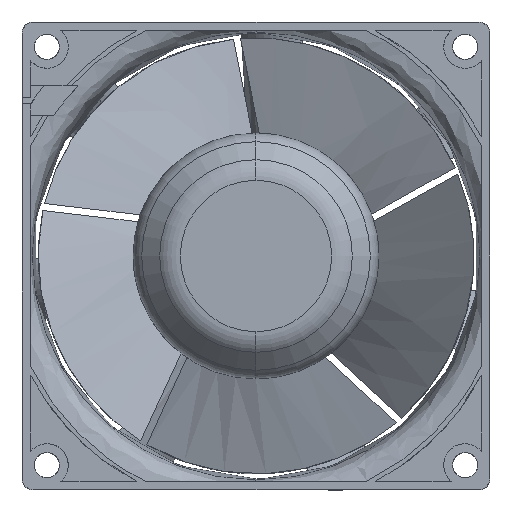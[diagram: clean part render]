
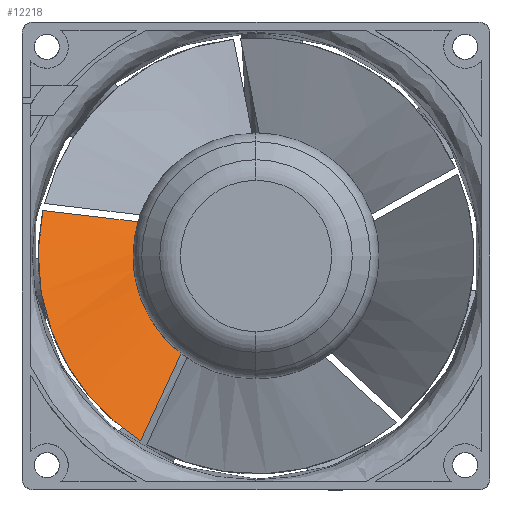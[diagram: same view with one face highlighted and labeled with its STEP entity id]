
A CAD part, front view. The second image highlights one B-rep face of the part: STEP entity #12218.
In plain terms, the highlighted free-form (B-spline) face has degree [3, 1] with [11, 2] control points.
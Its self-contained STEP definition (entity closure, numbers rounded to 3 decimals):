
#100 = CARTESIAN_POINT ( 'NONE',  ( -20.305, -13.618, -5.38 ) ) ;
#572 = CARTESIAN_POINT ( 'NONE',  ( -34.738, -0.359, 13.832 ) ) ;
#1056 = CARTESIAN_POINT ( 'NONE',  ( -36.429, -14., -7.78 ) ) ;
#1177 = CARTESIAN_POINT ( 'NONE',  ( -34.738, -0.359, 13.832 ) ) ;
#1295 = CARTESIAN_POINT ( 'NONE',  ( -37.309, -10.563, -2.373 ) ) ;
#1613 = CARTESIAN_POINT ( 'NONE',  ( -13.736, 1.217, 15.929 ) ) ;
#1643 = CARTESIAN_POINT ( 'NONE',  ( -28.9, 5.531, 23.746 ) ) ;
#1835 = CARTESIAN_POINT ( 'NONE',  ( -20.718, -12.056, -3.464 ) ) ;
#1955 = CARTESIAN_POINT ( 'NONE',  ( -20.426, -13.232, -4.902 ) ) ;
#2068 = CARTESIAN_POINT ( 'NONE',  ( -21.005, -8.481, 0.824 ) ) ;
#3033 = CARTESIAN_POINT ( 'NONE',  ( -16.198, 5.75, 24.015 ) ) ;
#3257 = FACE_OUTER_BOUND ( 'NONE', #8557, .T. ) ;
#3502 = VECTOR ( 'NONE', #11715, 1000. ) ;
#3576 = CARTESIAN_POINT ( 'NONE',  ( -20.36, -5.011, 5.169 ) ) ;
#3686 = CARTESIAN_POINT ( 'NONE',  ( -14.599, 0.793, 15.14 ) ) ;
#3836 = VERTEX_POINT ( 'NONE', #17805 ) ;
#4051 = CARTESIAN_POINT ( 'NONE',  ( -28.9, 5.531, 23.746 ) ) ;
#4273 = CARTESIAN_POINT ( 'NONE',  ( -32.241, 2.726, 18.956 ) ) ;
#4890 = CARTESIAN_POINT ( 'NONE',  ( -24.745, 7.995, 28.071 ) ) ;
#4911 = ORIENTED_EDGE ( 'NONE', *, *, #9426, .F. ) ;
#4970 = VERTEX_POINT ( 'NONE', #16717 ) ;
#5006 = CARTESIAN_POINT ( 'NONE',  ( -15.319, 0.252, 14.14 ) ) ;
#5008 = LINE ( 'NONE', #3033, #3502 ) ;
#5907 = CARTESIAN_POINT ( 'NONE',  ( -36.811, -12.867, -5.988 ) ) ;
#6407 = CARTESIAN_POINT ( 'NONE',  ( -36.429, -14., -7.78 ) ) ;
#6453 = EDGE_CURVE ( 'NONE', #4970, #18759, #12290, .T. ) ;
#6623 = CARTESIAN_POINT ( 'NONE',  ( -20.189, -13.248, -4.892 ) ) ;
#6712 = ORIENTED_EDGE ( 'NONE', *, *, #6453, .T. ) ;
#6838 = CARTESIAN_POINT ( 'NONE',  ( -18.13, -1.584, 10.613 ) ) ;
#7179 = CARTESIAN_POINT ( 'NONE',  ( -18.671, -2.125, 9.629 ) ) ;
#7366 = VERTEX_POINT ( 'NONE', #15180 ) ;
#7537 = CARTESIAN_POINT ( 'NONE',  ( -36.404, -3.652, 8.514 ) ) ;
#8243 = CARTESIAN_POINT ( 'NONE',  ( -17.427, -1.144, 11.432 ) ) ;
#8351 = CARTESIAN_POINT ( 'NONE',  ( -20.08, -4.678, 5.512 ) ) ;
#8557 = EDGE_LOOP ( 'NONE', ( #4911, #21615, #6712, #9064 ) ) ;
#8700 = CARTESIAN_POINT ( 'NONE',  ( -19.709, 10., 31.609 ) ) ;
#8752 = B_SPLINE_CURVE_WITH_KNOTS ( 'NONE', 3,
 ( #14108, #1613, #3686, #13991, #12477, #9021, #6838, #7179, #8905, #19409, #21245, #3576, #10635, #17686, #15937, #19512, #2068, #17800, #19183, #1835, #21026, #1955, #100, #14219 ),
 .UNSPECIFIED., .F., .F.,
 ( 4, 2, 2, 2, 2, 2, 2, 2, 2, 2, 2, 4 ),
 ( 0., 0.004, 0.007, 0.009, 0.011, 0.015, 0.017, 0.019, 0.022, 0.026, 0.028, 0.03 ),
 .UNSPECIFIED. ) ;
#8785 = B_SPLINE_SURFACE_WITH_KNOTS ( 'NONE', 3, 1, ( 
 ( #20705, #6407 ),
 ( #6623, #13907 ),
 ( #20824, #1295 ),
 ( #11712, #22434 ),
 ( #10087, #19212 ),
 ( #8351, #1177 ),
 ( #15391, #10316 ),
 ( #8243, #1643 ),
 ( #5006, #4890 ),
 ( #17363, #15622 ),
 ( #22681, #8700 ) ),
 .UNSPECIFIED., .F., .F., .F.,
 ( 4, 1, 1, 1, 1, 1, 1, 1, 4 ),
 ( 2, 2 ),
 ( 0., 0.125, 0.25, 0.375, 0.5, 0.625, 0.75, 0.875, 1. ),
 ( 0., 1. ),
 .UNSPECIFIED. ) ;
#8905 = CARTESIAN_POINT ( 'NONE',  ( -18.918, -2.406, 9.133 ) ) ;
#9021 = CARTESIAN_POINT ( 'NONE',  ( -17.834, -1.324, 11.103 ) ) ;
#9064 = ORIENTED_EDGE ( 'NONE', *, *, #22240, .T. ) ;
#9426 = EDGE_CURVE ( 'NONE', #3836, #7366, #5008, .T. ) ;
#10087 = CARTESIAN_POINT ( 'NONE',  ( -20.651, -6.94, 2.637 ) ) ;
#10316 = CARTESIAN_POINT ( 'NONE',  ( -32.241, 2.726, 18.956 ) ) ;
#10635 = CARTESIAN_POINT ( 'NONE',  ( -20.479, -5.383, 4.673 ) ) ;
#11712 = CARTESIAN_POINT ( 'NONE',  ( -20.812, -9.321, -0.19 ) ) ;
#11715 = DIRECTION ( 'NONE',  ( -0.374, 0.453, 0.809 ) ) ;
#11796 = EDGE_CURVE ( 'NONE', #3836, #4970, #8752, .T. ) ;
#12218 = ADVANCED_FACE ( 'NONE', ( #3257 ), #8785, .F. ) ;
#12290 = LINE ( 'NONE', #19329, #15131 ) ;
#12477 = CARTESIAN_POINT ( 'NONE',  ( -16.885, -0.567, 12.539 ) ) ;
#13907 = CARTESIAN_POINT ( 'NONE',  ( -36.811, -12.867, -5.988 ) ) ;
#13991 = CARTESIAN_POINT ( 'NONE',  ( -16.173, -0.099, 13.445 ) ) ;
#14108 = CARTESIAN_POINT ( 'NONE',  ( -12.794, 1.63, 16.653 ) ) ;
#14219 = CARTESIAN_POINT ( 'NONE',  ( -20.167, -14., -5.858 ) ) ;
#14684 = CARTESIAN_POINT ( 'NONE',  ( -36.429, -14., -7.78 ) ) ;
#14798 = CARTESIAN_POINT ( 'NONE',  ( -37.255, -7.078, 3.084 ) ) ;
#15027 = CARTESIAN_POINT ( 'NONE',  ( -24.745, 7.995, 28.071 ) ) ;
#15131 = VECTOR ( 'NONE', #19434, 1000. ) ;
#15180 = CARTESIAN_POINT ( 'NONE',  ( -19.709, 10., 31.609 ) ) ;
#15391 = CARTESIAN_POINT ( 'NONE',  ( -19.031, -2.721, 8.483 ) ) ;
#15622 = CARTESIAN_POINT ( 'NONE',  ( -21.459, 9.377, 30.518 ) ) ;
#15937 = CARTESIAN_POINT ( 'NONE',  ( -20.758, -6.521, 3.214 ) ) ;
#16296 = CARTESIAN_POINT ( 'NONE',  ( -37.309, -10.563, -2.373 ) ) ;
#16559 = B_SPLINE_CURVE_WITH_KNOTS ( 'NONE', 3,
 ( #14684, #5907, #16296, #14798, #7537, #572, #4273, #4051, #15027, #19767, #19883 ),
 .UNSPECIFIED., .F., .F.,
 ( 4, 1, 1, 1, 1, 1, 1, 1, 4 ),
 ( 0., 0.125, 0.25, 0.375, 0.5, 0.625, 0.75, 0.875, 1. ),
 .UNSPECIFIED. ) ;
#16717 = CARTESIAN_POINT ( 'NONE',  ( -20.167, -14., -5.858 ) ) ;
#17363 = CARTESIAN_POINT ( 'NONE',  ( -13.606, 1.094, 15.71 ) ) ;
#17686 = CARTESIAN_POINT ( 'NONE',  ( -20.678, -6.137, 3.697 ) ) ;
#17800 = CARTESIAN_POINT ( 'NONE',  ( -20.994, -10.071, -1.076 ) ) ;
#17805 = CARTESIAN_POINT ( 'NONE',  ( -12.794, 1.63, 16.653 ) ) ;
#18759 = VERTEX_POINT ( 'NONE', #1056 ) ;
#19183 = CARTESIAN_POINT ( 'NONE',  ( -20.924, -10.868, -2.028 ) ) ;
#19212 = CARTESIAN_POINT ( 'NONE',  ( -36.404, -3.652, 8.514 ) ) ;
#19329 = CARTESIAN_POINT ( 'NONE',  ( -28.172, -14., -6.804 ) ) ;
#19409 = CARTESIAN_POINT ( 'NONE',  ( -19.589, -3.293, 7.646 ) ) ;
#19434 = DIRECTION ( 'NONE',  ( -0.993, 0., -0.117 ) ) ;
#19512 = CARTESIAN_POINT ( 'NONE',  ( -20.947, -7.687, 1.773 ) ) ;
#19767 = CARTESIAN_POINT ( 'NONE',  ( -21.459, 9.377, 30.518 ) ) ;
#19883 = CARTESIAN_POINT ( 'NONE',  ( -19.709, 10., 31.609 ) ) ;
#20705 = CARTESIAN_POINT ( 'NONE',  ( -19.915, -14., -5.828 ) ) ;
#20824 = CARTESIAN_POINT ( 'NONE',  ( -20.597, -11.701, -3.014 ) ) ;
#21026 = CARTESIAN_POINT ( 'NONE',  ( -20.632, -12.451, -3.944 ) ) ;
#21245 = CARTESIAN_POINT ( 'NONE',  ( -19.945, -3.945, 6.653 ) ) ;
#21615 = ORIENTED_EDGE ( 'NONE', *, *, #11796, .T. ) ;
#22240 = EDGE_CURVE ( 'NONE', #18759, #7366, #16559, .T. ) ;
#22434 = CARTESIAN_POINT ( 'NONE',  ( -37.255, -7.078, 3.084 ) ) ;
#22681 = CARTESIAN_POINT ( 'NONE',  ( -12.686, 1.5, 16.42 ) ) ;
